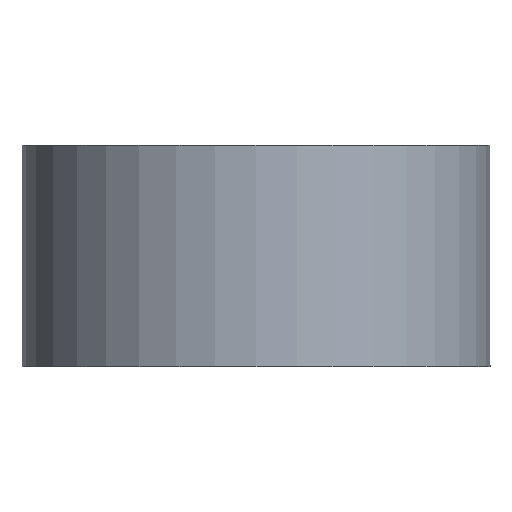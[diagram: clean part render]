
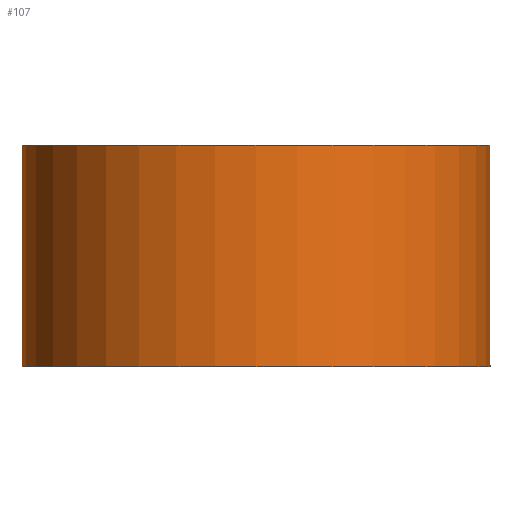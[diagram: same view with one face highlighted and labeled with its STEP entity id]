
A CAD part, front view. The second image highlights one B-rep face of the part: STEP entity #107.
In plain terms, the highlighted cylindrical face has radius 6.35 mm (diameter 12.7 mm), a partial arc.
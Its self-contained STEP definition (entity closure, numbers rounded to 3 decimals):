
#2 = DIRECTION ( 'NONE',  ( 1., 0., 0. ) ) ;
#9 = CARTESIAN_POINT ( 'NONE',  ( 0., 0., 6. ) ) ;
#13 = VECTOR ( 'NONE', #137, 1000. ) ;
#21 = EDGE_CURVE ( 'NONE', #153, #160, #27, .T. ) ;
#25 = AXIS2_PLACEMENT_3D ( 'NONE', #9, #111, #175 ) ;
#27 = CIRCLE ( 'NONE', #78, 6.35 ) ;
#29 = ORIENTED_EDGE ( 'NONE', *, *, #82, .T. ) ;
#40 = DIRECTION ( 'NONE',  ( 0., 0., -1. ) ) ;
#51 = DIRECTION ( 'NONE',  ( 1., 0., 0. ) ) ;
#55 = VERTEX_POINT ( 'NONE', #154 ) ;
#61 = ORIENTED_EDGE ( 'NONE', *, *, #110, .T. ) ;
#62 = CARTESIAN_POINT ( 'NONE',  ( -6.35, 0., 0. ) ) ;
#64 = LINE ( 'NONE', #90, #159 ) ;
#74 = ORIENTED_EDGE ( 'NONE', *, *, #21, .T. ) ;
#75 = DIRECTION ( 'NONE',  ( 0., 0., 1. ) ) ;
#77 = FACE_OUTER_BOUND ( 'NONE', #94, .T. ) ;
#78 = AXIS2_PLACEMENT_3D ( 'NONE', #150, #75, #2 ) ;
#79 = CARTESIAN_POINT ( 'NONE',  ( -6.35, 0., 6. ) ) ;
#82 = EDGE_CURVE ( 'NONE', #128, #153, #134, .T. ) ;
#85 = AXIS2_PLACEMENT_3D ( 'NONE', #127, #40, #51 ) ;
#90 = CARTESIAN_POINT ( 'NONE',  ( 6.35, 0., 6. ) ) ;
#92 = CYLINDRICAL_SURFACE ( 'NONE', #25, 6.35 ) ;
#94 = EDGE_LOOP ( 'NONE', ( #148, #61, #29, #74 ) ) ;
#107 = ADVANCED_FACE ( 'NONE', ( #77 ), #92, .T. ) ;
#110 = EDGE_CURVE ( 'NONE', #55, #128, #147, .T. ) ;
#111 = DIRECTION ( 'NONE',  ( 0., 0., -1. ) ) ;
#122 = DIRECTION ( 'NONE',  ( 0., 0., -1. ) ) ;
#127 = CARTESIAN_POINT ( 'NONE',  ( 0., 0., 6. ) ) ;
#128 = VERTEX_POINT ( 'NONE', #79 ) ;
#134 = LINE ( 'NONE', #197, #13 ) ;
#137 = DIRECTION ( 'NONE',  ( 0., 0., -1. ) ) ;
#147 = CIRCLE ( 'NONE', #85, 6.35 ) ;
#148 = ORIENTED_EDGE ( 'NONE', *, *, #156, .F. ) ;
#150 = CARTESIAN_POINT ( 'NONE',  ( 0., 0., 0. ) ) ;
#153 = VERTEX_POINT ( 'NONE', #62 ) ;
#154 = CARTESIAN_POINT ( 'NONE',  ( 6.35, 0., 6. ) ) ;
#155 = CARTESIAN_POINT ( 'NONE',  ( 6.35, 0., 0. ) ) ;
#156 = EDGE_CURVE ( 'NONE', #55, #160, #64, .T. ) ;
#159 = VECTOR ( 'NONE', #122, 1000. ) ;
#160 = VERTEX_POINT ( 'NONE', #155 ) ;
#175 = DIRECTION ( 'NONE',  ( -1., 0., 0. ) ) ;
#197 = CARTESIAN_POINT ( 'NONE',  ( -6.35, 0., 6. ) ) ;
